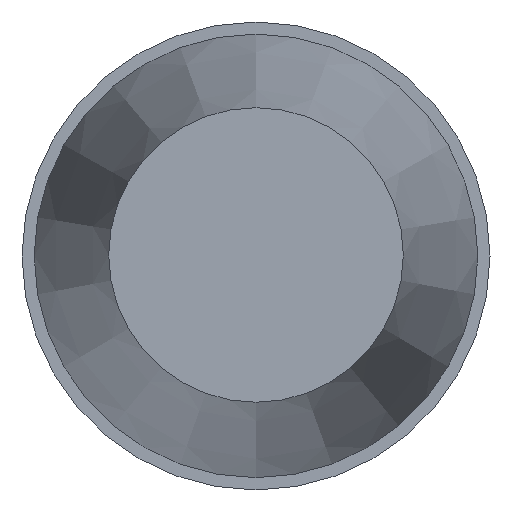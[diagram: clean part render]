
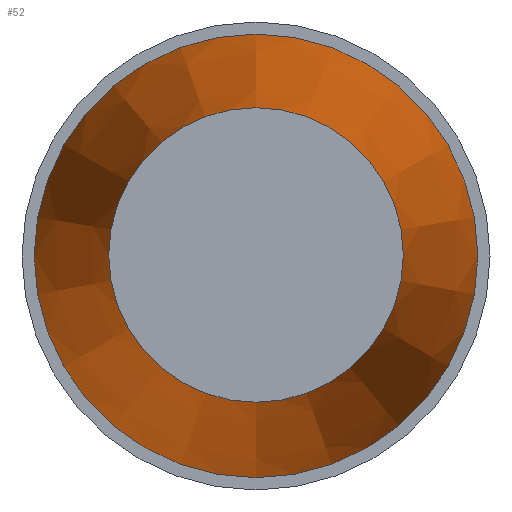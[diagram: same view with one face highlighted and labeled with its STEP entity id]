
A CAD part, top view. The second image highlights one B-rep face of the part: STEP entity #52.
In plain terms, the highlighted conical face has half-angle 8 degrees and reference radius 6.641 mm.
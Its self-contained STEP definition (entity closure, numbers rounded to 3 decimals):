
#34=CONICAL_SURFACE('',#148,6.641,8.);
#38=FACE_BOUND('',#69,.T.);
#39=FACE_BOUND('',#70,.T.);
#52=ADVANCED_FACE('',(#38,#39),#34,.T.);
#69=EDGE_LOOP('',(#85));
#70=EDGE_LOOP('',(#86));
#85=ORIENTED_EDGE('',*,*,#108,.F.);
#86=ORIENTED_EDGE('',*,*,#106,.T.);
#98=VERTEX_POINT('',#207);
#100=VERTEX_POINT('',#212);
#106=EDGE_CURVE('',#98,#98,#114,.T.);
#108=EDGE_CURVE('',#100,#100,#116,.T.);
#114=CIRCLE('',#143,6.641);
#116=CIRCLE('',#146,10.);
#143=AXIS2_PLACEMENT_3D('',#206,#168,#169);
#146=AXIS2_PLACEMENT_3D('',#211,#174,#175);
#148=AXIS2_PLACEMENT_3D('',#214,#178,#179);
#168=DIRECTION('',(0.,0.,-1.));
#169=DIRECTION('',(0.,-1.,0.));
#174=DIRECTION('',(0.,0.,-1.));
#175=DIRECTION('',(0.,1.,0.));
#178=DIRECTION('',(0.,0.,-1.));
#179=DIRECTION('',(0.,-1.,0.));
#206=CARTESIAN_POINT('',(0.,0.,23.9));
#207=CARTESIAN_POINT('',(0.,-6.641,23.9));
#211=CARTESIAN_POINT('',(0.,0.,0.));
#212=CARTESIAN_POINT('',(0.,10.,0.));
#214=CARTESIAN_POINT('',(0.,0.,23.9));
